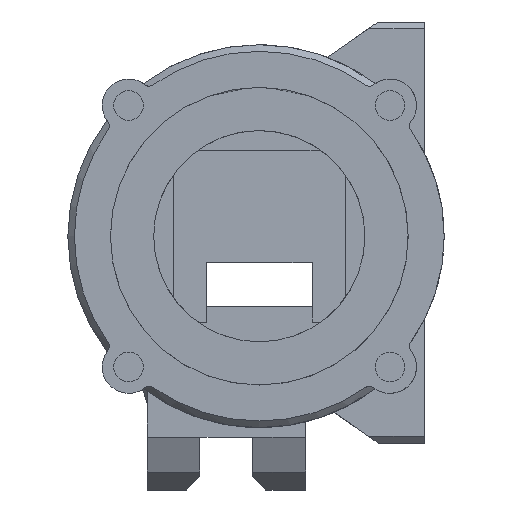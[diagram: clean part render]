
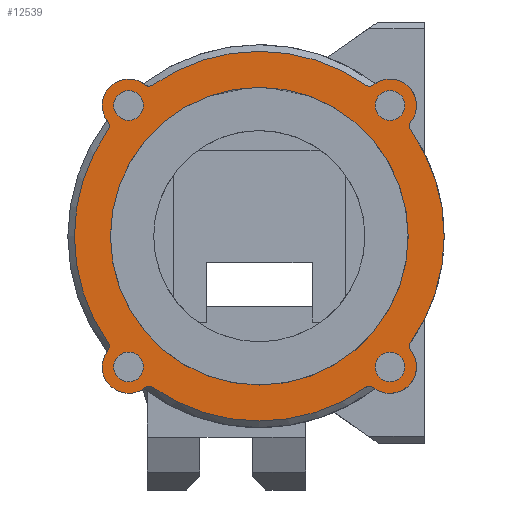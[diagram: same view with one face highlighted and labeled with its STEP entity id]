
A CAD part, front view. The second image highlights one B-rep face of the part: STEP entity #12539.
In plain terms, the highlighted planar face has unit normal (0, -1, 0).
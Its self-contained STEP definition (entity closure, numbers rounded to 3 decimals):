
#224=CIRCLE('',#12608,4.);
#226=CIRCLE('',#12611,1.);
#227=CIRCLE('',#12613,28.);
#228=CIRCLE('',#12615,1.);
#229=CIRCLE('',#12617,1.);
#231=CIRCLE('',#12621,28.);
#233=CIRCLE('',#12625,1.);
#236=CIRCLE('',#12630,4.);
#283=CIRCLE('',#12839,28.);
#418=CIRCLE('',#13358,22.55);
#419=CIRCLE('',#13360,2.25);
#421=CIRCLE('',#13363,1.);
#422=CIRCLE('',#13365,1.);
#423=CIRCLE('',#13367,4.);
#424=CIRCLE('',#13369,1.);
#425=CIRCLE('',#13371,28.);
#426=CIRCLE('',#13373,2.25);
#427=CIRCLE('',#13375,2.25);
#428=CIRCLE('',#13377,2.25);
#430=CIRCLE('',#13380,4.);
#431=CIRCLE('',#13382,1.);
#670=FACE_BOUND('',#2064,.T.);
#671=FACE_BOUND('',#2065,.T.);
#672=FACE_BOUND('',#2066,.T.);
#673=FACE_BOUND('',#2067,.T.);
#674=FACE_BOUND('',#2068,.T.);
#1321=FACE_OUTER_BOUND('',#2063,.T.);
#2063=EDGE_LOOP('',(#11369,#11370,#11371,#11372,#11373,#11374,#11375,#11376,
#11377,#11378,#11379,#11380,#11381,#11382,#11383,#11384));
#2064=EDGE_LOOP('',(#11385));
#2065=EDGE_LOOP('',(#11386));
#2066=EDGE_LOOP('',(#11387));
#2067=EDGE_LOOP('',(#11388));
#2068=EDGE_LOOP('',(#11389));
#5102=VERTEX_POINT('',#17292);
#5103=VERTEX_POINT('',#17294);
#5105=VERTEX_POINT('',#17300);
#5106=VERTEX_POINT('',#17304);
#5107=VERTEX_POINT('',#17308);
#5108=VERTEX_POINT('',#17312);
#5109=VERTEX_POINT('',#17314);
#5112=VERTEX_POINT('',#17324);
#5114=VERTEX_POINT('',#17332);
#5483=VERTEX_POINT('',#18616);
#5484=VERTEX_POINT('',#18618);
#6048=VERTEX_POINT('',#21402);
#6049=VERTEX_POINT('',#21406);
#6050=VERTEX_POINT('',#21413);
#6051=VERTEX_POINT('',#21417);
#6052=VERTEX_POINT('',#21421);
#6053=VERTEX_POINT('',#21425);
#6054=VERTEX_POINT('',#21429);
#6055=VERTEX_POINT('',#21433);
#6056=VERTEX_POINT('',#21437);
#6057=VERTEX_POINT('',#21442);
#6321=EDGE_CURVE('',#5103,#5102,#224,.F.);
#6325=EDGE_CURVE('',#5105,#5102,#226,.T.);
#6327=EDGE_CURVE('',#5105,#5106,#227,.T.);
#6329=EDGE_CURVE('',#5107,#5106,#228,.T.);
#6331=EDGE_CURVE('',#5108,#5109,#229,.T.);
#6336=EDGE_CURVE('',#5112,#5109,#231,.T.);
#6340=EDGE_CURVE('',#5112,#5114,#233,.T.);
#6346=EDGE_CURVE('',#5107,#5114,#236,.F.);
#6860=EDGE_CURVE('',#5484,#5483,#283,.T.);
#7810=EDGE_CURVE('',#6048,#6048,#418,.F.);
#7812=EDGE_CURVE('',#6049,#6049,#419,.T.);
#7815=EDGE_CURVE('',#5103,#5483,#421,.T.);
#7816=EDGE_CURVE('',#5484,#6050,#422,.T.);
#7818=EDGE_CURVE('',#6051,#6050,#423,.F.);
#7820=EDGE_CURVE('',#6051,#6052,#424,.T.);
#7822=EDGE_CURVE('',#6053,#6052,#425,.T.);
#7824=EDGE_CURVE('',#6054,#6054,#426,.T.);
#7826=EDGE_CURVE('',#6055,#6055,#427,.T.);
#7828=EDGE_CURVE('',#6056,#6056,#428,.T.);
#7832=EDGE_CURVE('',#5108,#6057,#430,.F.);
#7833=EDGE_CURVE('',#6053,#6057,#431,.T.);
#11369=ORIENTED_EDGE('',*,*,#7822,.T.);
#11370=ORIENTED_EDGE('',*,*,#7820,.F.);
#11371=ORIENTED_EDGE('',*,*,#7818,.T.);
#11372=ORIENTED_EDGE('',*,*,#7816,.F.);
#11373=ORIENTED_EDGE('',*,*,#6860,.T.);
#11374=ORIENTED_EDGE('',*,*,#7815,.F.);
#11375=ORIENTED_EDGE('',*,*,#6321,.T.);
#11376=ORIENTED_EDGE('',*,*,#6325,.F.);
#11377=ORIENTED_EDGE('',*,*,#6327,.T.);
#11378=ORIENTED_EDGE('',*,*,#6329,.F.);
#11379=ORIENTED_EDGE('',*,*,#6346,.T.);
#11380=ORIENTED_EDGE('',*,*,#6340,.F.);
#11381=ORIENTED_EDGE('',*,*,#6336,.T.);
#11382=ORIENTED_EDGE('',*,*,#6331,.F.);
#11383=ORIENTED_EDGE('',*,*,#7832,.T.);
#11384=ORIENTED_EDGE('',*,*,#7833,.F.);
#11385=ORIENTED_EDGE('',*,*,#7828,.T.);
#11386=ORIENTED_EDGE('',*,*,#7826,.T.);
#11387=ORIENTED_EDGE('',*,*,#7824,.T.);
#11388=ORIENTED_EDGE('',*,*,#7812,.T.);
#11389=ORIENTED_EDGE('',*,*,#7810,.T.);
#11890=PLANE('',#13395);
#12539=ADVANCED_FACE('',(#1321,#670,#671,#672,#673,#674),#11890,.T.);
#12608=AXIS2_PLACEMENT_3D('',#17295,#13687,#13688);
#12611=AXIS2_PLACEMENT_3D('',#17302,#13695,#13696);
#12613=AXIS2_PLACEMENT_3D('',#17306,#13700,#13701);
#12615=AXIS2_PLACEMENT_3D('',#17310,#13705,#13706);
#12617=AXIS2_PLACEMENT_3D('',#17315,#13710,#13711);
#12621=AXIS2_PLACEMENT_3D('',#17325,#13721,#13722);
#12625=AXIS2_PLACEMENT_3D('',#17333,#13731,#13732);
#12630=AXIS2_PLACEMENT_3D('',#17343,#13744,#13745);
#12839=AXIS2_PLACEMENT_3D('',#18619,#14610,#14611);
#13358=AXIS2_PLACEMENT_3D('',#21403,#16383,#16384);
#13360=AXIS2_PLACEMENT_3D('',#21407,#16388,#16389);
#13363=AXIS2_PLACEMENT_3D('',#21411,#16395,#16396);
#13365=AXIS2_PLACEMENT_3D('',#21414,#16399,#16400);
#13367=AXIS2_PLACEMENT_3D('',#21418,#16404,#16405);
#13369=AXIS2_PLACEMENT_3D('',#21422,#16409,#16410);
#13371=AXIS2_PLACEMENT_3D('',#21426,#16414,#16415);
#13373=AXIS2_PLACEMENT_3D('',#21430,#16419,#16420);
#13375=AXIS2_PLACEMENT_3D('',#21434,#16424,#16425);
#13377=AXIS2_PLACEMENT_3D('',#21438,#16429,#16430);
#13380=AXIS2_PLACEMENT_3D('',#21444,#16437,#16438);
#13382=AXIS2_PLACEMENT_3D('',#21446,#16441,#16442);
#13395=AXIS2_PLACEMENT_3D('',#21475,#16478,#16479);
#13687=DIRECTION('center_axis',(0.,1.,0.));
#13688=DIRECTION('ref_axis',(-1.,0.,0.));
#13695=DIRECTION('center_axis',(0.,-1.,0.));
#13696=DIRECTION('ref_axis',(0.029,0.,-1.));
#13700=DIRECTION('center_axis',(0.,-1.,0.));
#13701=DIRECTION('ref_axis',(-1.,0.,0.));
#13705=DIRECTION('center_axis',(0.,-1.,0.));
#13706=DIRECTION('ref_axis',(-0.029,0.,-1.));
#13710=DIRECTION('center_axis',(0.,-1.,0.));
#13711=DIRECTION('ref_axis',(1.,0.,-0.029));
#13721=DIRECTION('center_axis',(0.,-1.,0.));
#13722=DIRECTION('ref_axis',(-1.,0.,0.));
#13731=DIRECTION('center_axis',(0.,-1.,0.));
#13732=DIRECTION('ref_axis',(1.,0.,0.029));
#13744=DIRECTION('center_axis',(0.,1.,0.));
#13745=DIRECTION('ref_axis',(-1.,0.,0.));
#14610=DIRECTION('center_axis',(0.,-1.,0.));
#14611=DIRECTION('ref_axis',(-1.,0.,0.));
#16383=DIRECTION('center_axis',(0.,-1.,0.));
#16384=DIRECTION('ref_axis',(0.766,0.,0.643));
#16388=DIRECTION('center_axis',(0.,1.,0.));
#16389=DIRECTION('ref_axis',(1.,0.,0.));
#16395=DIRECTION('center_axis',(0.,-1.,0.));
#16396=DIRECTION('ref_axis',(-1.,0.,0.029));
#16399=DIRECTION('center_axis',(0.,-1.,0.));
#16400=DIRECTION('ref_axis',(-1.,0.,-0.029));
#16404=DIRECTION('center_axis',(0.,1.,0.));
#16405=DIRECTION('ref_axis',(-1.,0.,0.));
#16409=DIRECTION('center_axis',(0.,-1.,0.));
#16410=DIRECTION('ref_axis',(0.029,0.,1.));
#16414=DIRECTION('center_axis',(0.,-1.,0.));
#16415=DIRECTION('ref_axis',(-1.,0.,0.));
#16419=DIRECTION('center_axis',(0.,1.,0.));
#16420=DIRECTION('ref_axis',(0.,0.,
-1.));
#16424=DIRECTION('center_axis',(0.,1.,0.));
#16425=DIRECTION('ref_axis',(1.,0.,0.));
#16429=DIRECTION('center_axis',(0.,1.,0.));
#16430=DIRECTION('ref_axis',(-0.707,0.,-0.707));
#16437=DIRECTION('center_axis',(0.,1.,0.));
#16438=DIRECTION('ref_axis',(-1.,0.,0.));
#16441=DIRECTION('center_axis',(0.,-1.,0.));
#16442=DIRECTION('ref_axis',(-0.029,0.,1.));
#16478=DIRECTION('center_axis',(0.,-1.,0.));
#16479=DIRECTION('ref_axis',(1.,0.,0.));
#17292=CARTESIAN_POINT('',(53.939,-15.762,-51.389));
#17294=CARTESIAN_POINT('',(59.559,-15.762,-57.009));
#17295=CARTESIAN_POINT('Origin',(56.426,-15.762,-54.522));
#17300=CARTESIAN_POINT('',(52.742,-15.762,-51.423));
#17302=CARTESIAN_POINT('Origin',(53.317,-15.762,-50.606));
#17304=CARTESIAN_POINT('',(20.512,-15.762,-51.423));
#17306=CARTESIAN_POINT('Origin',(36.627,-15.762,-74.321));
#17308=CARTESIAN_POINT('',(19.314,-15.762,-51.389));
#17310=CARTESIAN_POINT('Origin',(19.936,-15.762,-50.606));
#17312=CARTESIAN_POINT('',(13.695,-15.762,-91.633));
#17314=CARTESIAN_POINT('',(13.729,-15.762,-90.436));
#17315=CARTESIAN_POINT('Origin',(12.911,-15.762,-91.012));
#17324=CARTESIAN_POINT('',(13.729,-15.762,-58.206));
#17325=CARTESIAN_POINT('Origin',(36.627,-15.762,-74.321));
#17332=CARTESIAN_POINT('',(13.695,-15.762,-57.009));
#17333=CARTESIAN_POINT('Origin',(12.911,-15.762,-57.63));
#17343=CARTESIAN_POINT('Origin',(16.828,-15.762,-54.522));
#18616=CARTESIAN_POINT('',(59.524,-15.762,-58.206));
#18618=CARTESIAN_POINT('',(59.524,-15.762,-90.436));
#18619=CARTESIAN_POINT('Origin',(36.627,-15.762,-74.321));
#21402=CARTESIAN_POINT('',(19.352,-15.762,-88.816));
#21403=CARTESIAN_POINT('Origin',(36.627,-15.762,-74.321));
#21406=CARTESIAN_POINT('',(14.578,-15.762,-94.12));
#21407=CARTESIAN_POINT('Origin',(16.828,-15.762,-94.12));
#21411=CARTESIAN_POINT('Origin',(60.342,-15.762,-57.63));
#21413=CARTESIAN_POINT('',(59.559,-15.762,-91.633));
#21414=CARTESIAN_POINT('Origin',(60.342,-15.762,-91.012));
#21417=CARTESIAN_POINT('',(53.939,-15.762,-97.253));
#21418=CARTESIAN_POINT('Origin',(56.426,-15.762,-94.12));
#21421=CARTESIAN_POINT('',(52.742,-15.762,-97.219));
#21422=CARTESIAN_POINT('Origin',(53.317,-15.762,-98.037));
#21425=CARTESIAN_POINT('',(20.512,-15.762,-97.219));
#21426=CARTESIAN_POINT('Origin',(36.627,-15.762,-74.321));
#21429=CARTESIAN_POINT('',(56.426,-15.762,-52.272));
#21430=CARTESIAN_POINT('Origin',(56.426,-15.762,-54.522));
#21433=CARTESIAN_POINT('',(14.578,-15.762,-54.522));
#21434=CARTESIAN_POINT('Origin',(16.828,-15.762,-54.522));
#21437=CARTESIAN_POINT('',(58.017,-15.762,-92.529));
#21438=CARTESIAN_POINT('Origin',(56.426,-15.762,-94.12));
#21442=CARTESIAN_POINT('',(19.314,-15.762,-97.253));
#21444=CARTESIAN_POINT('Origin',(16.828,-15.762,-94.12));
#21446=CARTESIAN_POINT('Origin',(19.936,-15.762,-98.037));
#21475=CARTESIAN_POINT('Origin',(36.627,-15.762,-74.321));
